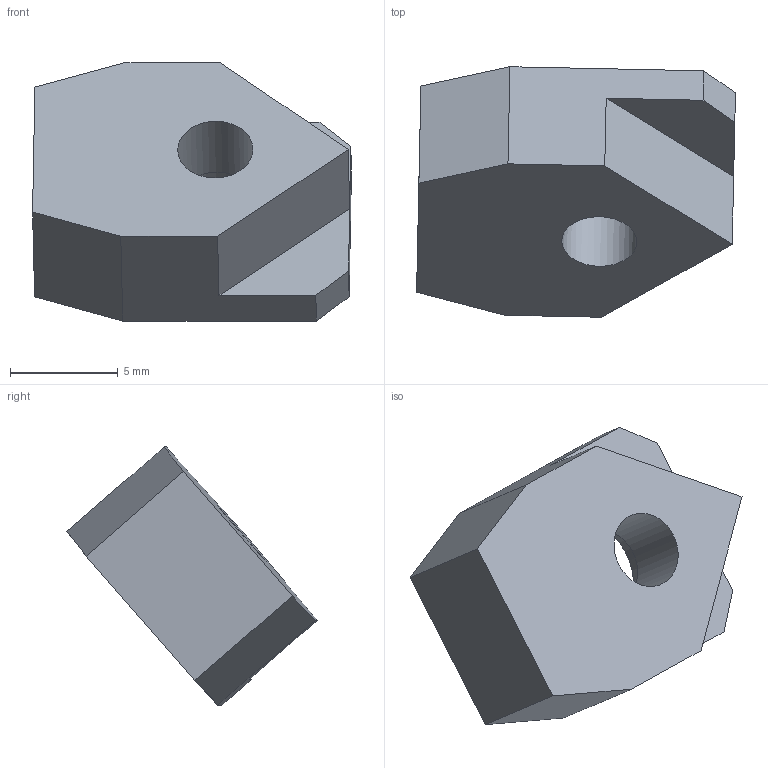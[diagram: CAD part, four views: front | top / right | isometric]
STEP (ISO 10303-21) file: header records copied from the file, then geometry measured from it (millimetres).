
FILE_DESCRIPTION(/* description */ (''),/* implementation_level */ '2;1');
FILE_NAME(/* name */ 'SB2-StockDetailBolt-x4-A.step',/* time_stamp */ '2022-11-17T23:14:46-05:00',/* author */ (''),/* organization */ (''),/* preprocessor_version */ 'ST-DEVELOPER v19.2',/* originating_system */ 'Autodesk Translation Framework v11.17.0.187',/* authorisation */ '');
FILE_SCHEMA (('AUTOMOTIVE_DESIGN { 1 0 10303 214 3 1 1 }'));
Length unit declared in the file: millimetre
Products named in the file (1): Stock_Detail
Bounding box: 14.82 x 11.64 x 12 mm (x, y, z)
Volume: 560.3 mm3; surface area: 654.6 mm2
Topology: 1 solids, 1 shells, 28 faces, 67 edges, 44 vertices
Faces by surface type: plane 25, cylinder 3
Full cylindrical faces by diameter (mm): 3.5 x1, 5.5 x1, 7 x1
Entity records: 838 total; most frequent: CARTESIAN_POINT 140, ORIENTED_EDGE 134, DIRECTION 131, EDGE_CURVE 67, LINE 61, VECTOR 61, VERTEX_POINT 44, AXIS2_PLACEMENT_3D 35
